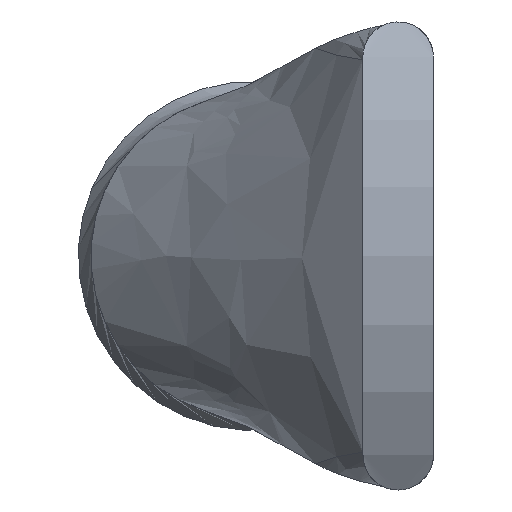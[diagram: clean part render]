
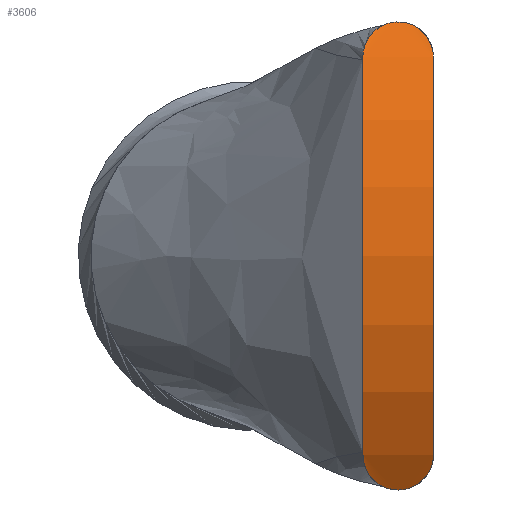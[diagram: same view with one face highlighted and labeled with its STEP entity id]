
A CAD part, left-side view. The second image highlights one B-rep face of the part: STEP entity #3606.
In plain terms, the highlighted cylindrical face has radius 16.371 mm (diameter 32.741 mm), a partial arc.
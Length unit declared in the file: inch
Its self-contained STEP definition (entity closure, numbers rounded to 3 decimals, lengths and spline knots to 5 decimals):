
#35 = CARTESIAN_POINT ( 'NONE',  ( -0.33502, 0.03501, 0.35257 ) ) ;
#40 = ORIENTED_EDGE ( 'NONE', *, *, #3682, .T. ) ;
#133 = CARTESIAN_POINT ( 'NONE',  ( -0.32892, 0.01907, -0.36173 ) ) ;
#149 = CARTESIAN_POINT ( 'NONE',  ( -0.33213, -0.02963, 0.35696 ) ) ;
#150 = CARTESIAN_POINT ( 'NONE',  ( -0.33099, -0.02591, -0.35866 ) ) ;
#198 = CARTESIAN_POINT ( 'NONE',  ( -0.32677, -0.00413, 0.36488 ) ) ;
#281 = VERTEX_POINT ( 'NONE', #1865 ) ;
#307 = CIRCLE ( 'NONE', #4082, 0.64451 ) ;
#387 = DIRECTION ( 'NONE',  ( 0., -1., 0. ) ) ;
#463 = CARTESIAN_POINT ( 'NONE',  ( -0.34002, 0.04273, -0.34481 ) ) ;
#479 = CARTESIAN_POINT ( 'NONE',  ( -0.36055, -0.055, -0.31 ) ) ;
#504 = CARTESIAN_POINT ( 'NONE',  ( -0.35675, 0.05468, -0.31685 ) ) ;
#521 = CARTESIAN_POINT ( 'NONE',  ( -0.32814, -0.01561, 0.36288 ) ) ;
#544 = CARTESIAN_POINT ( 'NONE',  ( -0.32669, -0.00211, 0.36499 ) ) ;
#763 = DIRECTION ( 'NONE',  ( 0., 0., -1. ) ) ;
#798 = CARTESIAN_POINT ( 'NONE',  ( -0.32726, 0.00978, -0.36416 ) ) ;
#817 = CARTESIAN_POINT ( 'NONE',  ( -0.3416, -0.04504, -0.34234 ) ) ;
#1040 = FACE_OUTER_BOUND ( 'NONE', #1568, .T. ) ;
#1101 = CARTESIAN_POINT ( 'NONE',  ( -0.3453, 0.04874, 0.33639 ) ) ;
#1102 = CARTESIAN_POINT ( 'NONE',  ( -0.32705, 0.00788, -0.36447 ) ) ;
#1166 = CARTESIAN_POINT ( 'NONE',  ( -0.32893, -0.0191, -0.36171 ) ) ;
#1297 = ORIENTED_EDGE ( 'NONE', *, *, #2797, .T. ) ;
#1312 = B_SPLINE_CURVE_WITH_KNOTS ( 'NONE', 3,
 ( #2142, #3363, #2277, #2625, #1792, #4410, #3725, #3702, #4255, #2519, #149, #3595, #521, #1558, #3385, #198, #544, #3226, #2977, #4386, #2649, #4069, #1604, #35, #1448, #4278, #1101, #3943, #2166, #4432 ),
 .UNSPECIFIED., .F., .F.,
 ( 4, 2, 2, 2, 2, 2, 2, 2, 2, 2, 2, 2, 2, 2, 4 ),
 ( 0., 0.0625, 0.125, 0.1875, 0.25, 0.375, 0.4375, 0.46875, 0.5, 0.5625, 0.625, 0.6875, 0.75, 0.875, 1. ),
 .UNSPECIFIED. ) ;
#1443 = DIRECTION ( 'NONE',  ( 0., 0., -1. ) ) ;
#1448 = CARTESIAN_POINT ( 'NONE',  ( -0.33659, 0.03775, 0.35016 ) ) ;
#1450 = CARTESIAN_POINT ( 'NONE',  ( -0.34173, 0.0448, -0.34209 ) ) ;
#1452 = ORIENTED_EDGE ( 'NONE', *, *, #1488, .T. ) ;
#1488 = EDGE_CURVE ( 'NONE', #2894, #281, #2101, .T. ) ;
#1491 = CARTESIAN_POINT ( 'NONE',  ( -0.32809, -0.01537, -0.36295 ) ) ;
#1558 = CARTESIAN_POINT ( 'NONE',  ( -0.32728, -0.00993, 0.36413 ) ) ;
#1568 = EDGE_LOOP ( 'NONE', ( #40, #1452, #1297, #3253, #2760 ) ) ;
#1604 = CARTESIAN_POINT ( 'NONE',  ( -0.33224, 0.02912, 0.3568 ) ) ;
#1792 = CARTESIAN_POINT ( 'NONE',  ( -0.35109, -0.05252, 0.32668 ) ) ;
#1862 = CARTESIAN_POINT ( 'NONE',  ( -0.34532, -0.04876, -0.33635 ) ) ;
#1865 = CARTESIAN_POINT ( 'NONE',  ( -0.32669, 0., -0.365 ) ) ;
#1866 = CARTESIAN_POINT ( 'NONE',  ( -0.32669, 0.00195, -0.365 ) ) ;
#1890 = CARTESIAN_POINT ( 'NONE',  ( -0.36055, 0.055, -0.31 ) ) ;
#1907 = CARTESIAN_POINT ( 'NONE',  ( -0.33506, -0.03508, -0.35251 ) ) ;
#1947 = B_SPLINE_CURVE_WITH_KNOTS ( 'NONE', 3,
 ( #2255, #3681, #4339, #1491, #1166, #150, #2580, #1907, #4003, #817, #1862, #2953, #2232, #479 ),
 .UNSPECIFIED., .F., .F.,
 ( 4, 2, 2, 2, 2, 2, 4 ),
 ( 0.50092, 0.5633, 0.62569, 0.68807, 0.75046, 0.87523, 1. ),
 .UNSPECIFIED. ) ;
#2056 = VERTEX_POINT ( 'NONE', #2708 ) ;
#2085 = DIRECTION ( 'NONE',  ( 0., -1., 0. ) ) ;
#2096 = CARTESIAN_POINT ( 'NONE',  ( -0.36055, -0.055, 0.31 ) ) ;
#2101 = B_SPLINE_CURVE_WITH_KNOTS ( 'NONE', 3,
 ( #1890, #3620, #504, #3274, #2608, #2168, #3965, #1450, #463, #3320, #3250, #133, #2959, #798, #1102, #2869, #1866, #4280 ),
 .UNSPECIFIED., .F., .F.,
 ( 4, 2, 2, 2, 2, 2, 2, 2, 4 ),
 ( 0., 0.06261, 0.12523, 0.18784, 0.25046, 0.37569, 0.4383, 0.46961, 0.50092 ),
 .UNSPECIFIED. ) ;
#2142 = CARTESIAN_POINT ( 'NONE',  ( -0.36055, -0.055, 0.31 ) ) ;
#2151 = CARTESIAN_POINT ( 'NONE',  ( 0.20451, 0.055, 0. ) ) ;
#2166 = CARTESIAN_POINT ( 'NONE',  ( -0.35678, 0.055, 0.31687 ) ) ;
#2168 = CARTESIAN_POINT ( 'NONE',  ( -0.34724, 0.05002, -0.33313 ) ) ;
#2232 = CARTESIAN_POINT ( 'NONE',  ( -0.35679, -0.055, -0.31686 ) ) ;
#2255 = CARTESIAN_POINT ( 'NONE',  ( -0.32669, 0., -0.365 ) ) ;
#2277 = CARTESIAN_POINT ( 'NONE',  ( -0.35676, -0.05468, 0.31684 ) ) ;
#2382 = CIRCLE ( 'NONE', #2969, 0.64451 ) ;
#2519 = CARTESIAN_POINT ( 'NONE',  ( -0.33501, -0.03548, 0.35263 ) ) ;
#2580 = CARTESIAN_POINT ( 'NONE',  ( -0.33227, -0.02921, -0.35674 ) ) ;
#2608 = CARTESIAN_POINT ( 'NONE',  ( -0.35107, 0.05251, -0.32671 ) ) ;
#2625 = CARTESIAN_POINT ( 'NONE',  ( -0.35297, -0.05343, 0.32346 ) ) ;
#2649 = CARTESIAN_POINT ( 'NONE',  ( -0.3289, 0.01897, 0.36176 ) ) ;
#2708 = CARTESIAN_POINT ( 'NONE',  ( -0.36055, 0.055, 0.31 ) ) ;
#2751 = AXIS2_PLACEMENT_3D ( 'NONE', #2151, #2085, #3582 ) ;
#2760 = ORIENTED_EDGE ( 'NONE', *, *, #4470, .T. ) ;
#2797 = EDGE_CURVE ( 'NONE', #281, #4372, #1947, .T. ) ;
#2869 = CARTESIAN_POINT ( 'NONE',  ( -0.32676, 0.00396, -0.36489 ) ) ;
#2894 = VERTEX_POINT ( 'NONE', #3316 ) ;
#2953 = CARTESIAN_POINT ( 'NONE',  ( -0.35292, -0.05373, -0.32361 ) ) ;
#2959 = CARTESIAN_POINT ( 'NONE',  ( -0.32811, 0.01548, -0.36292 ) ) ;
#2969 = AXIS2_PLACEMENT_3D ( 'NONE', #4288, #3951, #763 ) ;
#2977 = CARTESIAN_POINT ( 'NONE',  ( -0.32696, 0.00766, 0.3646 ) ) ;
#3226 = CARTESIAN_POINT ( 'NONE',  ( -0.32668, 0.00371, 0.36501 ) ) ;
#3250 = CARTESIAN_POINT ( 'NONE',  ( -0.33209, 0.02953, -0.35702 ) ) ;
#3253 = ORIENTED_EDGE ( 'NONE', *, *, #3267, .F. ) ;
#3267 = EDGE_CURVE ( 'NONE', #3877, #4372, #307, .T. ) ;
#3274 = CARTESIAN_POINT ( 'NONE',  ( -0.35295, 0.05343, -0.32349 ) ) ;
#3316 = CARTESIAN_POINT ( 'NONE',  ( -0.36055, 0.055, -0.31 ) ) ;
#3320 = CARTESIAN_POINT ( 'NONE',  ( -0.33498, 0.03541, -0.35269 ) ) ;
#3363 = CARTESIAN_POINT ( 'NONE',  ( -0.35867, -0.055, 0.31343 ) ) ;
#3385 = CARTESIAN_POINT ( 'NONE',  ( -0.32707, -0.00804, 0.36444 ) ) ;
#3582 = DIRECTION ( 'NONE',  ( 0., 0., -1. ) ) ;
#3595 = CARTESIAN_POINT ( 'NONE',  ( -0.32895, -0.0192, 0.36168 ) ) ;
#3606 = ADVANCED_FACE ( 'NONE', ( #1040 ), #3903, .T. ) ;
#3620 = CARTESIAN_POINT ( 'NONE',  ( -0.35867, 0.055, -0.31343 ) ) ;
#3680 = CARTESIAN_POINT ( 'NONE',  ( -0.36055, -0.055, -0.31 ) ) ;
#3681 = CARTESIAN_POINT ( 'NONE',  ( -0.32669, -0.00389, -0.365 ) ) ;
#3682 = EDGE_CURVE ( 'NONE', #2056, #2894, #2382, .T. ) ;
#3702 = CARTESIAN_POINT ( 'NONE',  ( -0.34176, -0.04484, 0.34204 ) ) ;
#3725 = CARTESIAN_POINT ( 'NONE',  ( -0.34539, -0.0485, 0.33617 ) ) ;
#3877 = VERTEX_POINT ( 'NONE', #2096 ) ;
#3903 = CYLINDRICAL_SURFACE ( 'NONE', #2751, 0.64451 ) ;
#3915 = CARTESIAN_POINT ( 'NONE',  ( 0.20451, -0.055, 0. ) ) ;
#3943 = CARTESIAN_POINT ( 'NONE',  ( -0.3529, 0.05372, 0.32363 ) ) ;
#3951 = DIRECTION ( 'NONE',  ( 0., -1., 0. ) ) ;
#3965 = CARTESIAN_POINT ( 'NONE',  ( -0.34536, 0.04847, -0.33622 ) ) ;
#4003 = CARTESIAN_POINT ( 'NONE',  ( -0.33663, -0.03781, -0.3501 ) ) ;
#4069 = CARTESIAN_POINT ( 'NONE',  ( -0.33095, 0.02581, 0.35871 ) ) ;
#4082 = AXIS2_PLACEMENT_3D ( 'NONE', #3915, #387, #1443 ) ;
#4255 = CARTESIAN_POINT ( 'NONE',  ( -0.34005, -0.04278, 0.34475 ) ) ;
#4278 = CARTESIAN_POINT ( 'NONE',  ( -0.34156, 0.04501, 0.3424 ) ) ;
#4280 = CARTESIAN_POINT ( 'NONE',  ( -0.32669, 0., -0.365 ) ) ;
#4288 = CARTESIAN_POINT ( 'NONE',  ( 0.20451, 0.055, 0. ) ) ;
#4339 = CARTESIAN_POINT ( 'NONE',  ( -0.32698, -0.00782, -0.36458 ) ) ;
#4372 = VERTEX_POINT ( 'NONE', #3680 ) ;
#4386 = CARTESIAN_POINT ( 'NONE',  ( -0.32806, 0.01524, 0.36299 ) ) ;
#4410 = CARTESIAN_POINT ( 'NONE',  ( -0.34727, -0.05004, 0.33309 ) ) ;
#4432 = CARTESIAN_POINT ( 'NONE',  ( -0.36055, 0.055, 0.31 ) ) ;
#4470 = EDGE_CURVE ( 'NONE', #3877, #2056, #1312, .T. ) ;
